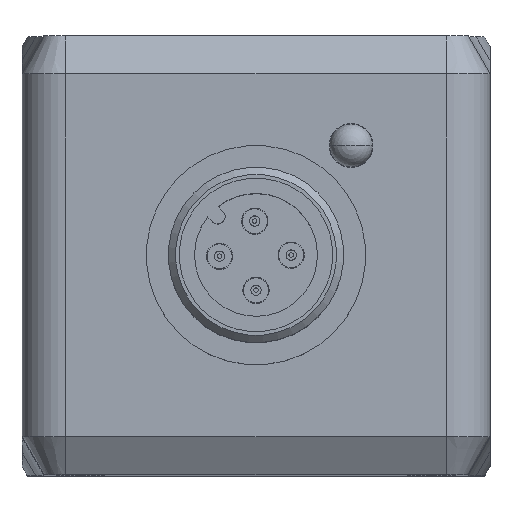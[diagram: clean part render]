
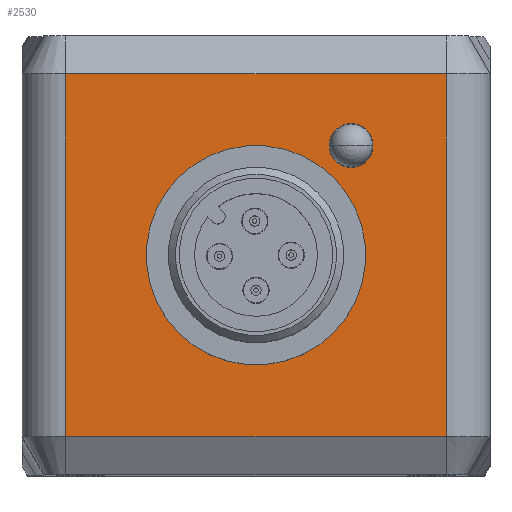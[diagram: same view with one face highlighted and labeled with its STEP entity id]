
A CAD part, top view. The second image highlights one B-rep face of the part: STEP entity #2530.
In plain terms, the highlighted planar face has unit normal (0, 0, 1).
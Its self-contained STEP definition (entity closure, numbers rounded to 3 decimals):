
#139=LINE('',#4153,#305);
#141=LINE('',#4159,#307);
#142=LINE('',#4161,#308);
#143=LINE('',#4162,#309);
#305=VECTOR('',#3359,10.);
#307=VECTOR('',#3367,10.);
#308=VECTOR('',#3368,10.);
#309=VECTOR('',#3369,10.);
#471=FACE_BOUND('',#713,.T.);
#472=FACE_BOUND('',#714,.T.);
#543=FACE_OUTER_BOUND('',#712,.T.);
#712=EDGE_LOOP('',(#1872,#1873,#1874,#1875));
#713=EDGE_LOOP('',(#1876));
#714=EDGE_LOOP('',(#1877,#1878));
#854=CIRCLE('',#2721,7.5);
#883=CIRCLE('',#2797,1.5);
#884=CIRCLE('',#2798,1.5);
#1026=VERTEX_POINT('',#3950);
#1097=VERTEX_POINT('',#4147);
#1098=VERTEX_POINT('',#4151);
#1099=VERTEX_POINT('',#4158);
#1100=VERTEX_POINT('',#4160);
#1101=VERTEX_POINT('',#4163);
#1102=VERTEX_POINT('',#4164);
#1288=EDGE_CURVE('',#1026,#1026,#854,.T.);
#1388=EDGE_CURVE('',#1097,#1098,#139,.T.);
#1391=EDGE_CURVE('',#1099,#1097,#141,.T.);
#1392=EDGE_CURVE('',#1100,#1099,#142,.T.);
#1393=EDGE_CURVE('',#1098,#1100,#143,.T.);
#1394=EDGE_CURVE('',#1101,#1102,#883,.T.);
#1395=EDGE_CURVE('',#1102,#1101,#884,.T.);
#1872=ORIENTED_EDGE('',*,*,#1388,.F.);
#1873=ORIENTED_EDGE('',*,*,#1391,.F.);
#1874=ORIENTED_EDGE('',*,*,#1392,.F.);
#1875=ORIENTED_EDGE('',*,*,#1393,.F.);
#1876=ORIENTED_EDGE('',*,*,#1288,.T.);
#1877=ORIENTED_EDGE('',*,*,#1394,.T.);
#1878=ORIENTED_EDGE('',*,*,#1395,.T.);
#2280=PLANE('',#2796);
#2530=ADVANCED_FACE('',(#543,#471,#472),#2280,.T.);
#2721=AXIS2_PLACEMENT_3D('',#3952,#3157,#3158);
#2796=AXIS2_PLACEMENT_3D('',#4157,#3365,#3366);
#2797=AXIS2_PLACEMENT_3D('',#4165,#3370,#3371);
#2798=AXIS2_PLACEMENT_3D('',#4166,#3372,#3373);
#3157=DIRECTION('center_axis',(0.,0.,-1.));
#3158=DIRECTION('ref_axis',(0.707,0.707,0.));
#3359=DIRECTION('',(-1.,0.,0.));
#3365=DIRECTION('center_axis',(0.,0.,1.));
#3366=DIRECTION('ref_axis',(1.,0.,0.));
#3367=DIRECTION('',(0.,-1.,0.));
#3368=DIRECTION('',(1.,0.,0.));
#3369=DIRECTION('',(0.,1.,0.));
#3370=DIRECTION('center_axis',(0.,0.,-1.));
#3371=DIRECTION('ref_axis',(1.,0.,0.));
#3372=DIRECTION('center_axis',(0.,0.,-1.));
#3373=DIRECTION('ref_axis',(1.,0.,0.));
#3950=CARTESIAN_POINT('',(-5.303,-5.303,0.));
#3952=CARTESIAN_POINT('Origin',(0.,0.,
0.));
#4147=CARTESIAN_POINT('',(13.,-12.4,0.));
#4151=CARTESIAN_POINT('',(-13.,-12.4,0.));
#4153=CARTESIAN_POINT('',(8.,-12.4,0.));
#4157=CARTESIAN_POINT('Origin',(0.,0.,0.));
#4158=CARTESIAN_POINT('',(13.,12.4,0.));
#4159=CARTESIAN_POINT('',(13.,7.5,0.));
#4160=CARTESIAN_POINT('',(-13.,12.4,0.));
#4161=CARTESIAN_POINT('',(-8.,12.4,0.));
#4162=CARTESIAN_POINT('',(-13.,-7.5,0.));
#4163=CARTESIAN_POINT('',(8.,7.5,0.));
#4164=CARTESIAN_POINT('',(5.,7.5,0.));
#4165=CARTESIAN_POINT('Origin',(6.5,7.5,0.));
#4166=CARTESIAN_POINT('Origin',(6.5,7.5,0.));
